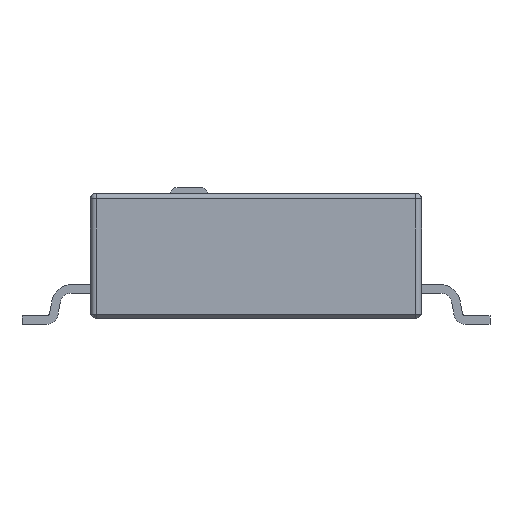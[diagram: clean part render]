
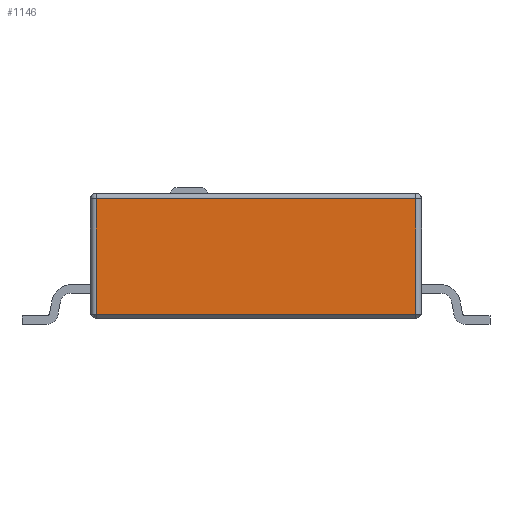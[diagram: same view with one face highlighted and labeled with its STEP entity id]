
A CAD part, left-side view. The second image highlights one B-rep face of the part: STEP entity #1146.
In plain terms, the highlighted planar face has unit normal (-1, 0, 0).
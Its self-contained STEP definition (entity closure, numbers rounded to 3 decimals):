
#1140 = VERTEX_POINT ( 'NONE', #5135 ) ;
#1141 = ORIENTED_EDGE ( 'NONE', *, *, #1145, .F. ) ;
#1143 = EDGE_LOOP ( 'NONE', ( #1141, #1157, #1150, #1147 ) ) ;
#1145 = EDGE_CURVE ( 'NONE', #1140, #1160, #5173, .T. ) ;
#1146 = ADVANCED_FACE ( 'NONE', ( #5169 ), #5154, .T. ) ;
#1147 = ORIENTED_EDGE ( 'NONE', *, *, #1162, .F. ) ;
#1148 = VERTEX_POINT ( 'NONE', #5153 ) ;
#1149 = EDGE_CURVE ( 'NONE', #1148, #1140, #5152, .T. ) ;
#1150 = ORIENTED_EDGE ( 'NONE', *, *, #1152, .F. ) ;
#1151 = VERTEX_POINT ( 'NONE', #5199 ) ;
#1152 = EDGE_CURVE ( 'NONE', #1151, #1148, #5198, .T. ) ;
#1157 = ORIENTED_EDGE ( 'NONE', *, *, #1149, .F. ) ;
#1160 = VERTEX_POINT ( 'NONE', #5193 ) ;
#1162 = EDGE_CURVE ( 'NONE', #1160, #1151, #5231, .T. ) ;
#5135 = CARTESIAN_POINT ( 'NONE',  ( -5.65, 2.8, 2.2 ) ) ;
#5148 = DIRECTION ( 'NONE',  ( 0., 0., 1. ) ) ;
#5149 = DIRECTION ( 'NONE',  ( -1., 0., 0. ) ) ;
#5150 = CARTESIAN_POINT ( 'NONE',  ( -5.65, 0., 0.1 ) ) ;
#5151 = AXIS2_PLACEMENT_3D ( 'NONE', #5150, #5149, #5148 ) ;
#5152 = LINE ( 'NONE', #5202, #5201 ) ;
#5153 = CARTESIAN_POINT ( 'NONE',  ( -5.65, 2.8, 0.18 ) ) ;
#5154 = PLANE ( 'NONE',  #5151 ) ;
#5169 = FACE_OUTER_BOUND ( 'NONE', #1143, .T. ) ;
#5170 = DIRECTION ( 'NONE',  ( 0., -1., 0. ) ) ;
#5171 = VECTOR ( 'NONE', #5170, 1000. ) ;
#5172 = CARTESIAN_POINT ( 'NONE',  ( -5.65, 0., 2.2 ) ) ;
#5173 = LINE ( 'NONE', #5172, #5171 ) ;
#5193 = CARTESIAN_POINT ( 'NONE',  ( -5.65, -2.8, 2.2 ) ) ;
#5195 = DIRECTION ( 'NONE',  ( 0., 1., 0. ) ) ;
#5196 = VECTOR ( 'NONE', #5195, 1000. ) ;
#5197 = CARTESIAN_POINT ( 'NONE',  ( -5.65, 0., 0.18 ) ) ;
#5198 = LINE ( 'NONE', #5197, #5196 ) ;
#5199 = CARTESIAN_POINT ( 'NONE',  ( -5.65, -2.8, 0.18 ) ) ;
#5200 = DIRECTION ( 'NONE',  ( 0., 0., 1. ) ) ;
#5201 = VECTOR ( 'NONE', #5200, 1000. ) ;
#5202 = CARTESIAN_POINT ( 'NONE',  ( -5.65, 2.8, 0.1 ) ) ;
#5224 = DIRECTION ( 'NONE',  ( 0., 0., -1. ) ) ;
#5225 = VECTOR ( 'NONE', #5224, 1000. ) ;
#5226 = CARTESIAN_POINT ( 'NONE',  ( -5.65, -2.8, 0.1 ) ) ;
#5231 = LINE ( 'NONE', #5226, #5225 ) ;
